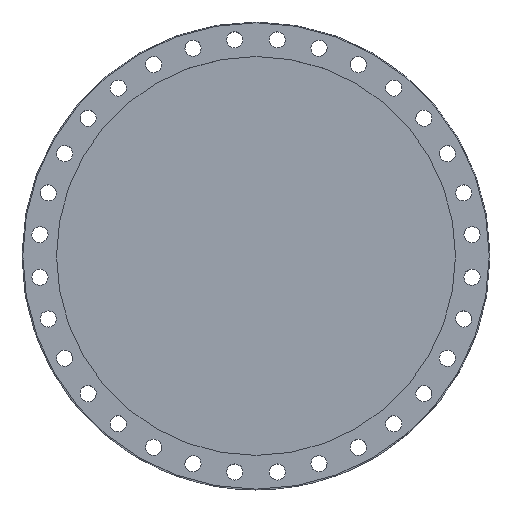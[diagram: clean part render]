
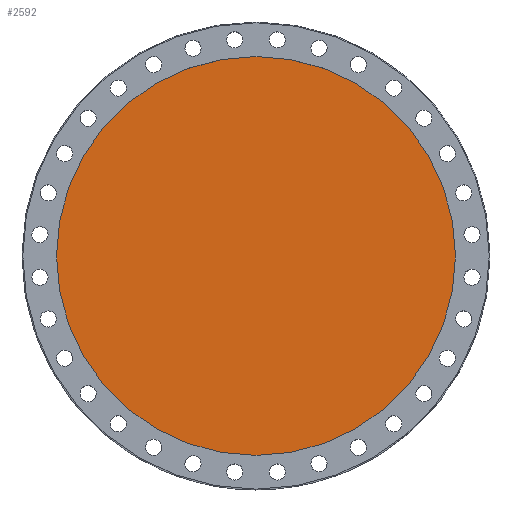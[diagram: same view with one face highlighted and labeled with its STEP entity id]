
A CAD part, top view. The second image highlights one B-rep face of the part: STEP entity #2592.
In plain terms, the highlighted face is planar.
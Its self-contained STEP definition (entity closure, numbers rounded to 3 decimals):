
#2552=CARTESIAN_POINT('',(134.55,0.,0.0));
#2553=VERTEX_POINT('',#2552);
#2554=CARTESIAN_POINT('',(0.0,0.0,0.0));
#2555=DIRECTION('',(0.0,0.0,1.0));
#2556=DIRECTION('',(-1.0,0.0,0.0));
#2557=AXIS2_PLACEMENT_3D('',#2554,#2555,#2556);
#2558=CIRCLE('',#2557,134.55);
#2559=EDGE_CURVE('',#2553,#2553,#2558,.T.);
#2584=CARTESIAN_POINT('',(0.0,0.0,0.0));
#2585=DIRECTION('',(0.0,0.0,-1.0));
#2586=DIRECTION('',(-1.0,0.0,0.0));
#2587=AXIS2_PLACEMENT_3D('',#2584,#2585,#2586);
#2588=PLANE('',#2587);
#2589=ORIENTED_EDGE('',*,*,#2559,.F.);
#2590=EDGE_LOOP('',(#2589));
#2591=FACE_OUTER_BOUND('',#2590,.T.);
#2592=ADVANCED_FACE('',(#2591),#2588,.T.);
